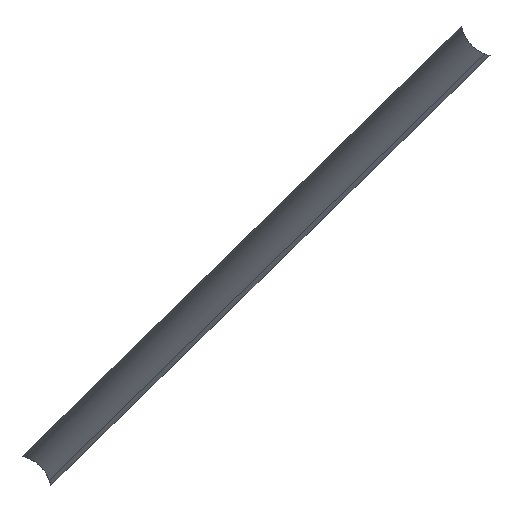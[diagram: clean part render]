
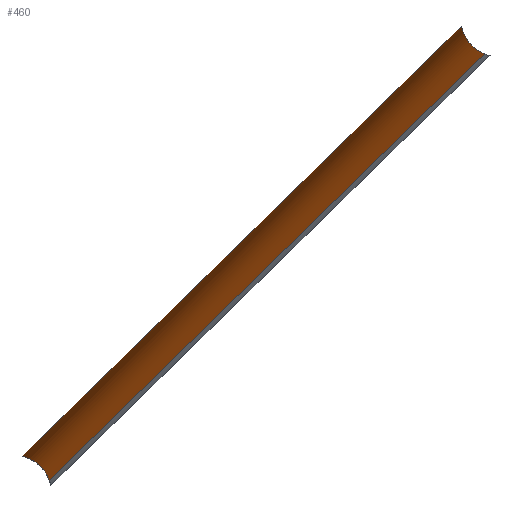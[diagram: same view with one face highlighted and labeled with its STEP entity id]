
A CAD part, front view. The second image highlights one B-rep face of the part: STEP entity #460.
In plain terms, the highlighted cylindrical face has radius 7.5 mm (diameter 15 mm), a partial arc.
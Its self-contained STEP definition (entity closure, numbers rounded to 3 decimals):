
#103=CARTESIAN_POINT('Vertex',(-2118.101,-162.506,275.064)) ;
#105=CARTESIAN_POINT('Vertex',(-2110.222,-185.056,267.01)) ;
#109=CARTESIAN_POINT('Control Point',(-2110.222,-185.056,267.01)) ;
#110=CARTESIAN_POINT('Control Point',(-2110.521,-185.555,267.131)) ;
#111=CARTESIAN_POINT('Control Point',(-2110.854,-186.029,267.274)) ;
#112=CARTESIAN_POINT('Control Point',(-2111.221,-186.469,267.447)) ;
#113=CARTESIAN_POINT('Control Point',(-2112.021,-187.269,267.863)) ;
#114=CARTESIAN_POINT('Control Point',(-2112.908,-187.859,268.429)) ;
#115=CARTESIAN_POINT('Control Point',(-2113.368,-188.094,268.753)) ;
#116=CARTESIAN_POINT('Control Point',(-2114.283,-188.426,269.478)) ;
#117=CARTESIAN_POINT('Control Point',(-2115.149,-188.478,270.328)) ;
#118=CARTESIAN_POINT('Control Point',(-2115.557,-188.432,270.776)) ;
#119=CARTESIAN_POINT('Control Point',(-2116.521,-188.131,271.958)) ;
#120=CARTESIAN_POINT('Control Point',(-2117.246,-187.39,273.14)) ;
#121=CARTESIAN_POINT('Control Point',(-2117.585,-186.792,273.812)) ;
#122=CARTESIAN_POINT('Control Point',(-2118.069,-185.472,274.916)) ;
#123=CARTESIAN_POINT('Control Point',(-2118.336,-183.9,275.716)) ;
#124=CARTESIAN_POINT('Control Point',(-2118.428,-183.128,276.024)) ;
#125=CARTESIAN_POINT('Control Point',(-2118.633,-180.783,276.766)) ;
#126=CARTESIAN_POINT('Control Point',(-2118.689,-178.319,277.071)) ;
#127=CARTESIAN_POINT('Control Point',(-2118.705,-176.685,277.143)) ;
#128=CARTESIAN_POINT('Control Point',(-2118.698,-173.849,277.101)) ;
#129=CARTESIAN_POINT('Control Point',(-2118.634,-171.03,276.818)) ;
#130=CARTESIAN_POINT('Control Point',(-2118.598,-169.842,276.662)) ;
#131=CARTESIAN_POINT('Control Point',(-2118.509,-167.645,276.31)) ;
#132=CARTESIAN_POINT('Control Point',(-2118.373,-165.471,275.847)) ;
#133=CARTESIAN_POINT('Control Point',(-2118.298,-164.476,275.611)) ;
#134=CARTESIAN_POINT('Control Point',(-2118.209,-163.486,275.35)) ;
#135=CARTESIAN_POINT('Control Point',(-2118.101,-162.506,275.064)) ;
#226=CARTESIAN_POINT('Vertex',(-2277.342,285.893,121.081)) ;
#230=CARTESIAN_POINT('Control Point',(-2277.342,285.893,121.081)) ;
#231=CARTESIAN_POINT('Control Point',(-2276.549,285.377,121.53)) ;
#232=CARTESIAN_POINT('Control Point',(-2275.734,284.843,121.919)) ;
#233=CARTESIAN_POINT('Control Point',(-2274.897,284.302,122.248)) ;
#234=CARTESIAN_POINT('Control Point',(-2274.035,283.765,122.503)) ;
#235=CARTESIAN_POINT('Vertex',(-2274.035,283.765,122.503)) ;
#395=CARTESIAN_POINT('Axis2P3D Location',(-2193.096,52.123,193.811)) ;
#400=CARTESIAN_POINT('Line Origine',(-2192.336,49.948,186.673)) ;
#404=CARTESIAN_POINT('Vertex',(-2268.09,266.752,112.557)) ;
#407=CARTESIAN_POINT('Line Origine',(-2193.855,54.298,200.948)) ;
#413=CARTESIAN_POINT('Control Point',(-2277.342,285.893,121.081)) ;
#414=CARTESIAN_POINT('Control Point',(-2277.781,284.171,121.207)) ;
#415=CARTESIAN_POINT('Control Point',(-2277.991,282.384,121.248)) ;
#416=CARTESIAN_POINT('Control Point',(-2278.051,280.6,121.264)) ;
#417=CARTESIAN_POINT('Control Point',(-2277.944,276.724,121.242)) ;
#418=CARTESIAN_POINT('Control Point',(-2277.411,272.882,121.106)) ;
#419=CARTESIAN_POINT('Control Point',(-2277.028,270.828,120.998)) ;
#420=CARTESIAN_POINT('Control Point',(-2276.458,268.352,120.815)) ;
#421=CARTESIAN_POINT('Control Point',(-2275.728,265.937,120.512)) ;
#422=CARTESIAN_POINT('Control Point',(-2275.593,265.511,120.454)) ;
#423=CARTESIAN_POINT('Control Point',(-2275.244,264.457,120.299)) ;
#424=CARTESIAN_POINT('Control Point',(-2274.857,263.422,120.11)) ;
#425=CARTESIAN_POINT('Control Point',(-2274.611,262.813,119.983)) ;
#426=CARTESIAN_POINT('Control Point',(-2274.171,261.815,119.742)) ;
#427=CARTESIAN_POINT('Control Point',(-2273.669,260.868,119.432)) ;
#428=CARTESIAN_POINT('Control Point',(-2273.458,260.502,119.296)) ;
#429=CARTESIAN_POINT('Control Point',(-2273.072,259.9,119.034)) ;
#430=CARTESIAN_POINT('Control Point',(-2272.637,259.369,118.707)) ;
#431=CARTESIAN_POINT('Control Point',(-2272.446,259.164,118.558)) ;
#432=CARTESIAN_POINT('Control Point',(-2272.121,258.871,118.292)) ;
#433=CARTESIAN_POINT('Control Point',(-2271.772,258.668,117.981)) ;
#434=CARTESIAN_POINT('Control Point',(-2271.635,258.606,117.855)) ;
#435=CARTESIAN_POINT('Control Point',(-2271.344,258.517,117.578)) ;
#436=CARTESIAN_POINT('Control Point',(-2271.057,258.52,117.284)) ;
#437=CARTESIAN_POINT('Control Point',(-2270.91,258.548,117.127)) ;
#438=CARTESIAN_POINT('Control Point',(-2270.587,258.67,116.769)) ;
#439=CARTESIAN_POINT('Control Point',(-2270.303,258.901,116.427)) ;
#440=CARTESIAN_POINT('Control Point',(-2270.157,259.059,116.242)) ;
#441=CARTESIAN_POINT('Control Point',(-2269.838,259.475,115.822)) ;
#442=CARTESIAN_POINT('Control Point',(-2269.579,259.972,115.448)) ;
#443=CARTESIAN_POINT('Control Point',(-2269.445,260.275,115.244)) ;
#444=CARTESIAN_POINT('Control Point',(-2269.14,261.066,114.76)) ;
#445=CARTESIAN_POINT('Control Point',(-2268.902,261.912,114.336)) ;
#446=CARTESIAN_POINT('Control Point',(-2268.776,262.43,114.099)) ;
#447=CARTESIAN_POINT('Control Point',(-2268.53,263.587,113.609)) ;
#448=CARTESIAN_POINT('Control Point',(-2268.337,264.778,113.178)) ;
#449=CARTESIAN_POINT('Control Point',(-2268.245,265.43,112.958)) ;
#450=CARTESIAN_POINT('Control Point',(-2268.163,266.089,112.752)) ;
#451=CARTESIAN_POINT('Control Point',(-2268.09,266.752,112.557)) ;
#396=DIRECTION('Axis2P3D Direction',(-0.314,0.898,-0.307)) ;
#397=DIRECTION('Axis2P3D XDirection',(0.101,-0.29,-0.952)) ;
#401=DIRECTION('Vector Direction',(-0.314,0.898,-0.307)) ;
#408=DIRECTION('Vector Direction',(-0.314,0.898,-0.307)) ;
#398=AXIS2_PLACEMENT_3D('Cylinder Axis2P3D',#395,#396,#397) ;
#454=ORIENTED_EDGE('',*,*,#406,.F.) ;
#455=ORIENTED_EDGE('',*,*,#136,.T.) ;
#456=ORIENTED_EDGE('',*,*,#411,.T.) ;
#457=ORIENTED_EDGE('',*,*,#237,.F.) ;
#458=ORIENTED_EDGE('',*,*,#452,.T.) ;
#402=VECTOR('Line Direction',#401,1.) ;
#409=VECTOR('Line Direction',#408,1.) ;
#460=ADVANCED_FACE('Corps principal',(#459),#399,.T.) ;
#108=B_SPLINE_CURVE_WITH_KNOTS('',5,(#109,#110,#111,#112,#113,#114,#115,#116,#117,#118,#119,#120,#121,#122,#123,#124,#125,#126,#127,#128,#129,#130,#131,#132,#133,#134,#135),.UNSPECIFIED.,.F.,.U.,(6,3,3,3,3,3,3,3,6),(0.,4.204,8.472,12.72,19.375,25.246,36.793,45.273,52.532),.UNSPECIFIED.) ;
#229=B_SPLINE_CURVE_WITH_KNOTS('',4,(#230,#231,#232,#233,#234),.UNSPECIFIED.,.F.,.U.,(5,5),(34.998,40.922),.UNSPECIFIED.) ;
#412=B_SPLINE_CURVE_WITH_KNOTS('',5,(#413,#414,#415,#416,#417,#418,#419,#420,#421,#422,#423,#424,#425,#426,#427,#428,#429,#430,#431,#432,#433,#434,#435,#436,#437,#438,#439,#440,#441,#442,#443,#444,#445,#446,#447,#448,#449,#450,#451),.UNSPECIFIED.,.F.,.U.,(6,3,3,3,3,3,3,3,3,3,3,3,6),(5.258,17.86,32.645,35.828,40.57,43.712,45.935,47.309,48.826,50.812,53.566,57.701,62.617),.UNSPECIFIED.) ;
#399=CYLINDRICAL_SURFACE('generated cylinder',#398,7.5) ;
#136=EDGE_CURVE('',#106,#104,#108,.T.) ;
#237=EDGE_CURVE('',#227,#236,#229,.T.) ;
#406=EDGE_CURVE('',#106,#405,#403,.T.) ;
#411=EDGE_CURVE('',#104,#236,#410,.T.) ;
#452=EDGE_CURVE('',#227,#405,#412,.T.) ;
#453=EDGE_LOOP('',(#454,#455,#456,#457,#458)) ;
#459=FACE_OUTER_BOUND('',#453,.T.) ;
#403=LINE('Line',#400,#402) ;
#410=LINE('Line',#407,#409) ;
#104=VERTEX_POINT('',#103) ;
#106=VERTEX_POINT('',#105) ;
#227=VERTEX_POINT('',#226) ;
#236=VERTEX_POINT('',#235) ;
#405=VERTEX_POINT('',#404) ;
